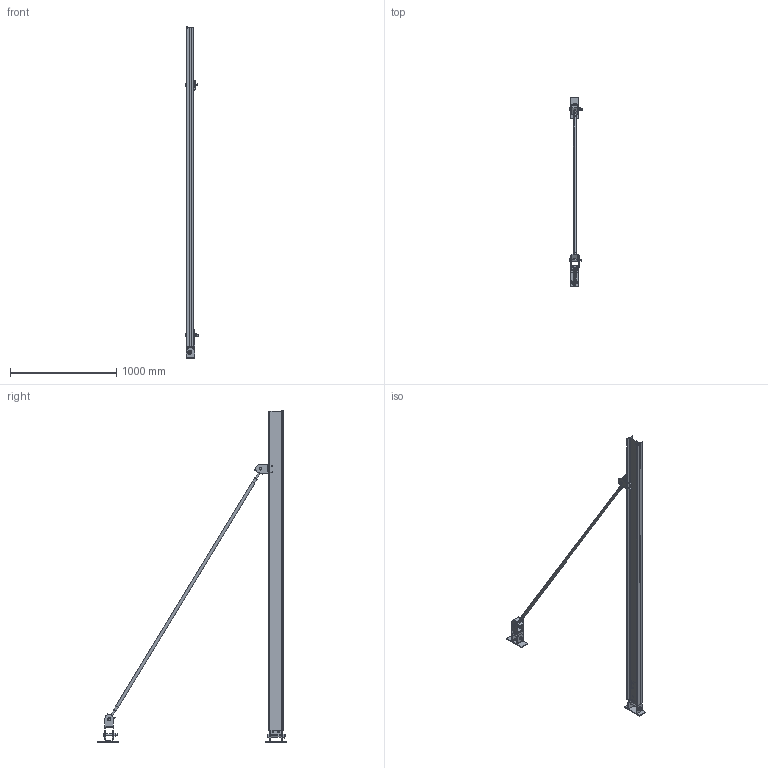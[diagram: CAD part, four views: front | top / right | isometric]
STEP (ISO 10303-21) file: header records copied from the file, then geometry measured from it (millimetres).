
FILE_DESCRIPTION(/* description */ ('VariCAD 2009-1.06 AP-203'),/* implementation_level */ '2;1');
FILE_NAME(/* name */ 'assembly1',/* time_stamp */ '2023-04-22T21:49:44+03:00',/* author */ (''),/* organization */ (''),/* preprocessor_version */ 'ST-DEVELOPER v12',/* originating_system */ 'VariCAD 2009-1.06; kernel version (20080921)',/* authorisation */ '');
FILE_SCHEMA (('CONFIG_CONTROL_DESIGN'));
Length unit declared in the file: millimetre
Products named in the file (1): Part
Bounding box: 130 x 1775.83 x 3119.98 mm (x, y, z)
Volume: 6325680.3 mm3; surface area: 2623245.8 mm2
Topology: 56 solids, 56 shells, 720 faces, 1658 edges, 1024 vertices
Faces by surface type: plane 297, cylinder 239, cone 136, sphere 36, torus 12
Entity records: 21116 total; most frequent: CARTESIAN_POINT 4383, DIRECTION 3652, ORIENTED_EDGE 3244, EDGE_CURVE 1622, AXIS2_PLACEMENT_3D 1445, VERTEX_POINT 1024, EDGE_LOOP 828, LINE 762
